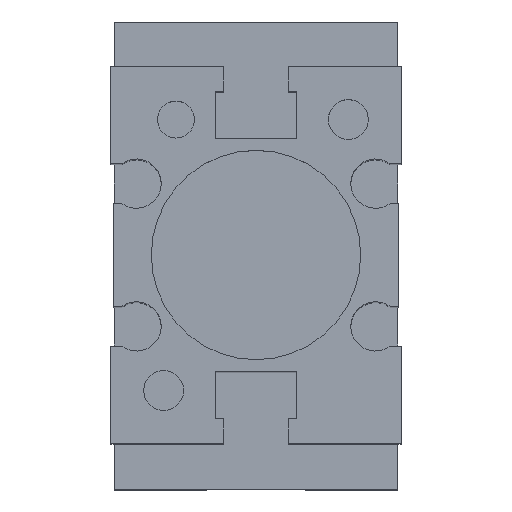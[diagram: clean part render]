
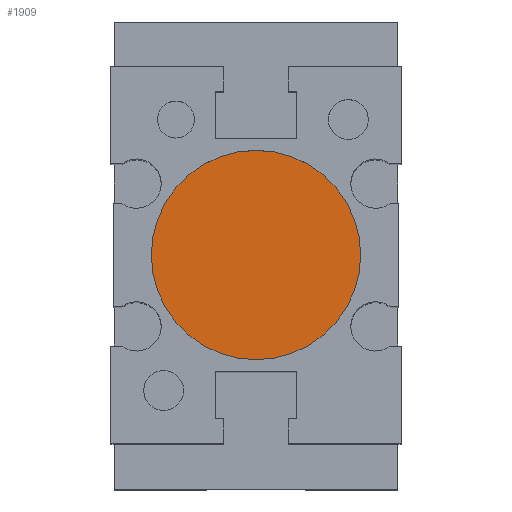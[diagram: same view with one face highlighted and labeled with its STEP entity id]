
A CAD part, top view. The second image highlights one B-rep face of the part: STEP entity #1909.
In plain terms, the highlighted planar face has unit normal (0, 0, 1).
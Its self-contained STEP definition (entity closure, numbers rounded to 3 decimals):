
#1878=CARTESIAN_POINT('',(8.5,0.,40.5));
#1879=VERTEX_POINT('',#1878);
#1880=CARTESIAN_POINT('',(0.0,0.0,40.5));
#1881=DIRECTION('',(0.0,0.0,1.0));
#1882=DIRECTION('',(-1.0,0.0,0.0));
#1883=AXIS2_PLACEMENT_3D('',#1880,#1881,#1882);
#1884=CIRCLE('',#1883,8.5);
#1885=EDGE_CURVE('',#1879,#1879,#1884,.T.);
#1901=CARTESIAN_POINT('',(0.0,0.0,40.5));
#1902=DIRECTION('',(0.0,0.0,-1.0));
#1903=DIRECTION('',(-1.0,0.0,0.0));
#1904=AXIS2_PLACEMENT_3D('',#1901,#1902,#1903);
#1905=PLANE('',#1904);
#1906=ORIENTED_EDGE('',*,*,#1885,.T.);
#1907=EDGE_LOOP('',(#1906));
#1908=FACE_OUTER_BOUND('',#1907,.T.);
#1909=ADVANCED_FACE('',(#1908),#1905,.F.);
